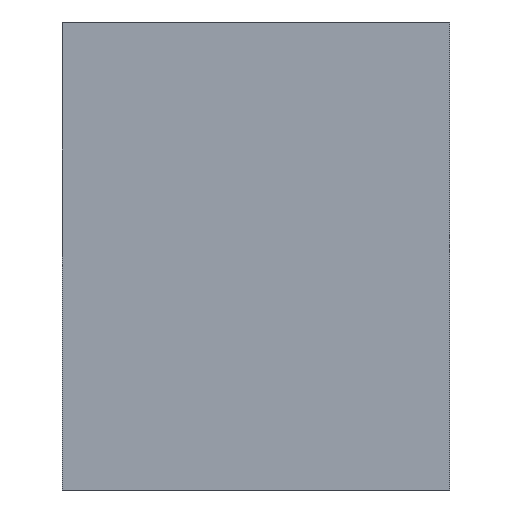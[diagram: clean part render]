
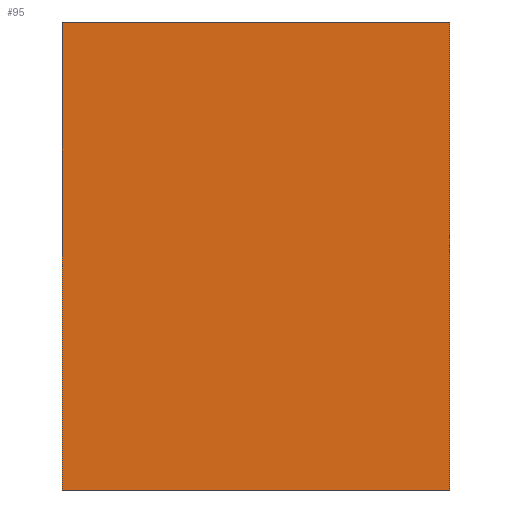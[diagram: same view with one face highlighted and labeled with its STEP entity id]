
A CAD part, left-side view. The second image highlights one B-rep face of the part: STEP entity #95.
In plain terms, the highlighted planar face has unit normal (-1, 0, 0).
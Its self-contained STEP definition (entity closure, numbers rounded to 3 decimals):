
#8 = EDGE_CURVE ( 'NONE', #103, #175, #84, .T. ) ;
#16 = CARTESIAN_POINT ( 'NONE',  ( 0., 0., 15.692 ) ) ;
#26 = CARTESIAN_POINT ( 'NONE',  ( 0., 0., -15.692 ) ) ;
#31 = CARTESIAN_POINT ( 'NONE',  ( 0., 0., -15.692 ) ) ;
#36 = DIRECTION ( 'NONE',  ( 0., 0., 1. ) ) ;
#48 = DIRECTION ( 'NONE',  ( 0., 0., 1. ) ) ;
#52 = PLANE ( 'NONE',  #208 ) ;
#53 = EDGE_CURVE ( 'NONE', #175, #173, #140, .T. ) ;
#66 = CARTESIAN_POINT ( 'NONE',  ( 0., 26., -15.692 ) ) ;
#70 = EDGE_CURVE ( 'NONE', #103, #161, #192, .T. ) ;
#84 = LINE ( 'NONE', #209, #128 ) ;
#91 = VECTOR ( 'NONE', #48, 1000. ) ;
#95 = ADVANCED_FACE ( 'NONE', ( #214 ), #52, .T. ) ;
#103 = VERTEX_POINT ( 'NONE', #217 ) ;
#104 = DIRECTION ( 'NONE',  ( -1., 0., 0. ) ) ;
#114 = ORIENTED_EDGE ( 'NONE', *, *, #53, .F. ) ;
#122 = ORIENTED_EDGE ( 'NONE', *, *, #70, .T. ) ;
#128 = VECTOR ( 'NONE', #137, 1000. ) ;
#137 = DIRECTION ( 'NONE',  ( 0., 1., 0. ) ) ;
#140 = LINE ( 'NONE', #66, #195 ) ;
#141 = ORIENTED_EDGE ( 'NONE', *, *, #8, .F. ) ;
#143 = CARTESIAN_POINT ( 'NONE',  ( 0., 26., -15.692 ) ) ;
#144 = CARTESIAN_POINT ( 'NONE',  ( 0., 26., 15.692 ) ) ;
#155 = VECTOR ( 'NONE', #178, 1000. ) ;
#161 = VERTEX_POINT ( 'NONE', #16 ) ;
#173 = VERTEX_POINT ( 'NONE', #144 ) ;
#175 = VERTEX_POINT ( 'NONE', #143 ) ;
#177 = ORIENTED_EDGE ( 'NONE', *, *, #204, .T. ) ;
#178 = DIRECTION ( 'NONE',  ( 0., 1., 0. ) ) ;
#181 = CARTESIAN_POINT ( 'NONE',  ( 0., 0., 15.692 ) ) ;
#192 = LINE ( 'NONE', #26, #91 ) ;
#195 = VECTOR ( 'NONE', #225, 1000. ) ;
#201 = LINE ( 'NONE', #181, #155 ) ;
#204 = EDGE_CURVE ( 'NONE', #161, #173, #201, .T. ) ;
#208 = AXIS2_PLACEMENT_3D ( 'NONE', #31, #104, #36 ) ;
#209 = CARTESIAN_POINT ( 'NONE',  ( 0., 0., -15.692 ) ) ;
#214 = FACE_OUTER_BOUND ( 'NONE', #229, .T. ) ;
#217 = CARTESIAN_POINT ( 'NONE',  ( 0., 0., -15.692 ) ) ;
#225 = DIRECTION ( 'NONE',  ( 0., 0., 1. ) ) ;
#229 = EDGE_LOOP ( 'NONE', ( #114, #141, #122, #177 ) ) ;
